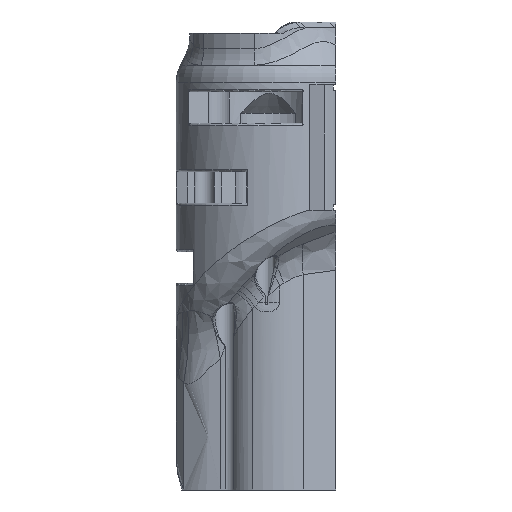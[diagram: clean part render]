
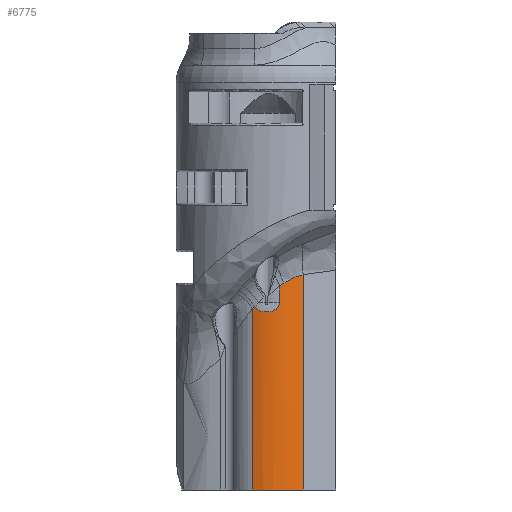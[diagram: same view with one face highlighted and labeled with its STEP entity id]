
A CAD part, front view. The second image highlights one B-rep face of the part: STEP entity #6775.
In plain terms, the highlighted cylindrical face has radius 10.698 mm (diameter 21.397 mm), a partial arc.
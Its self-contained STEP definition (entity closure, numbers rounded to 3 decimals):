
#67=CYLINDRICAL_SURFACE('',#7265,10.698);
#310=CIRCLE('',#7162,10.698);
#778=FACE_OUTER_BOUND('',#1168,.T.);
#1168=EDGE_LOOP('',(#5510,#5511,#5512,#5513,#5514,#5515,#5516,#5517));
#1557=LINE('',#15485,#2079);
#1643=LINE('',#16403,#2165);
#1644=LINE('',#16404,#2166);
#2079=VECTOR('',#8108,10.);
#2165=VECTOR('',#8362,10.);
#2166=VECTOR('',#8363,10.);
#2504=B_SPLINE_CURVE_WITH_KNOTS('',3,(#11944,#11945,#11946,#11947),
 .UNSPECIFIED.,.F.,.F.,(4,4),(-1.437,-0.8),
 .UNSPECIFIED.);
#2507=B_SPLINE_CURVE_WITH_KNOTS('',3,(#11974,#11975,#11976,#11977),
 .UNSPECIFIED.,.F.,.F.,(4,4),(-1.57,-1.437),
 .UNSPECIFIED.);
#2600=B_SPLINE_CURVE_WITH_KNOTS('',3,(#15398,#15399,#15400,#15401,#15402),
 .UNSPECIFIED.,.F.,.F.,(4,1,4),(-0.635,-0.627,-0.57),
 .UNSPECIFIED.);
#2626=B_SPLINE_CURVE_WITH_KNOTS('',3,(#16385,#16386,#16387,#16388,#16389,
#16390,#16391,#16392),.UNSPECIFIED.,.F.,.F.,(4,1,1,1,1,4),(-0.348,
-0.3,-0.24,-0.18,-0.12,
0.),.UNSPECIFIED.);
#2843=VERTEX_POINT('',#11551);
#2860=VERTEX_POINT('',#11937);
#2861=VERTEX_POINT('',#11943);
#2862=VERTEX_POINT('',#11969);
#3013=VERTEX_POINT('',#14078);
#3014=VERTEX_POINT('',#14080);
#3060=VERTEX_POINT('',#15361);
#3063=VERTEX_POINT('',#15483);
#3592=EDGE_CURVE('',#2860,#2861,#2504,.T.);
#3595=EDGE_CURVE('',#2862,#2860,#2507,.T.);
#3805=EDGE_CURVE('',#3013,#3014,#310,.T.);
#3883=EDGE_CURVE('',#2843,#3060,#2600,.T.);
#3888=EDGE_CURVE('',#3063,#2862,#1557,.T.);
#4049=EDGE_CURVE('',#3060,#3063,#2626,.T.);
#4051=EDGE_CURVE('',#3014,#2843,#1643,.T.);
#4052=EDGE_CURVE('',#3013,#2861,#1644,.T.);
#5510=ORIENTED_EDGE('',*,*,#3883,.F.);
#5511=ORIENTED_EDGE('',*,*,#4051,.F.);
#5512=ORIENTED_EDGE('',*,*,#3805,.F.);
#5513=ORIENTED_EDGE('',*,*,#4052,.T.);
#5514=ORIENTED_EDGE('',*,*,#3592,.F.);
#5515=ORIENTED_EDGE('',*,*,#3595,.F.);
#5516=ORIENTED_EDGE('',*,*,#3888,.F.);
#5517=ORIENTED_EDGE('',*,*,#4049,.F.);
#6775=ADVANCED_FACE('',(#778),#67,.T.);
#7162=AXIS2_PLACEMENT_3D('',#14081,#8041,#8042);
#7265=AXIS2_PLACEMENT_3D('',#16402,#8360,#8361);
#8041=DIRECTION('center_axis',(0.,0.,-1.));
#8042=DIRECTION('ref_axis',(-0.941,0.338,0.));
#8108=DIRECTION('',(0.,0.,1.));
#8360=DIRECTION('center_axis',(0.,0.,1.));
#8361=DIRECTION('ref_axis',(-0.941,0.338,0.));
#8362=DIRECTION('',(0.,0.,1.));
#8363=DIRECTION('',(0.,0.,1.));
#11551=CARTESIAN_POINT('',(-3.571,-10.085,31.756));
#11937=CARTESIAN_POINT('',(1.886,-10.531,36.244));
#11943=CARTESIAN_POINT('',(5.267,-9.312,37.738));
#11944=CARTESIAN_POINT('Ctrl Pts',(1.886,-10.531,36.244));
#11945=CARTESIAN_POINT('Ctrl Pts',(3.094,-10.314,36.965));
#11946=CARTESIAN_POINT('Ctrl Pts',(4.244,-9.89,37.502));
#11947=CARTESIAN_POINT('Ctrl Pts',(5.267,-9.312,37.738));
#11969=CARTESIAN_POINT('',(1.124,-10.639,35.771));
#11974=CARTESIAN_POINT('Ctrl Pts',(1.124,-10.639,35.771));
#11975=CARTESIAN_POINT('Ctrl Pts',(1.381,-10.612,35.935));
#11976=CARTESIAN_POINT('Ctrl Pts',(1.635,-10.576,36.094));
#11977=CARTESIAN_POINT('Ctrl Pts',(1.886,-10.531,36.244));
#14078=CARTESIAN_POINT('',(5.267,-9.312,0.));
#14080=CARTESIAN_POINT('',(-3.571,-10.085,0.));
#14081=CARTESIAN_POINT('Origin',(0.,0.,
0.));
#15361=CARTESIAN_POINT('',(-3.204,-10.207,32.109));
#15398=CARTESIAN_POINT('Ctrl Pts',(-3.571,-10.085,
31.756));
#15399=CARTESIAN_POINT('Ctrl Pts',(-3.556,-10.09,
31.77));
#15400=CARTESIAN_POINT('Ctrl Pts',(-3.434,-10.133,
31.888));
#15401=CARTESIAN_POINT('Ctrl Pts',(-3.312,-10.173,
32.006));
#15402=CARTESIAN_POINT('Ctrl Pts',(-3.204,-10.207,32.109));
#15483=CARTESIAN_POINT('',(1.124,-10.639,32.824));
#15485=CARTESIAN_POINT('',(1.124,-10.639,80.));
#16385=CARTESIAN_POINT('Ctrl Pts',(-3.203,-10.207,
32.11));
#16386=CARTESIAN_POINT('Ctrl Pts',(-3.103,-10.238,
31.96));
#16387=CARTESIAN_POINT('Ctrl Pts',(-2.794,-10.329,
31.633));
#16388=CARTESIAN_POINT('Ctrl Pts',(-1.924,-10.553,
31.184));
#16389=CARTESIAN_POINT('Ctrl Pts',(-0.424,-10.721,
31.18));
#16390=CARTESIAN_POINT('Ctrl Pts',(0.849,-10.682,
31.817));
#16391=CARTESIAN_POINT('Ctrl Pts',(1.124,-10.639,32.423));
#16392=CARTESIAN_POINT('Ctrl Pts',(1.124,-10.639,32.824));
#16402=CARTESIAN_POINT('Origin',(0.,0.,
0.));
#16403=CARTESIAN_POINT('',(-3.571,-10.085,80.));
#16404=CARTESIAN_POINT('',(5.267,-9.312,0.));
